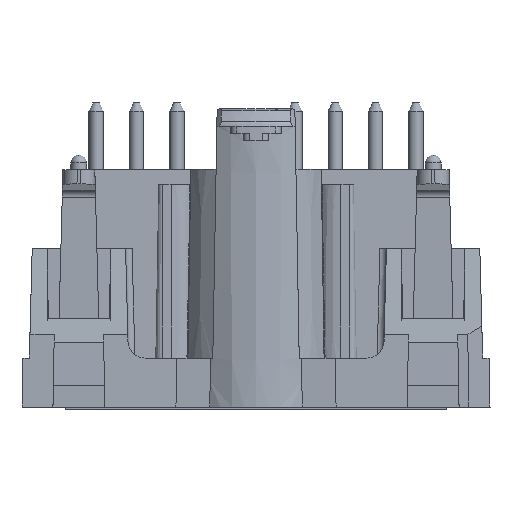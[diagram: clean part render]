
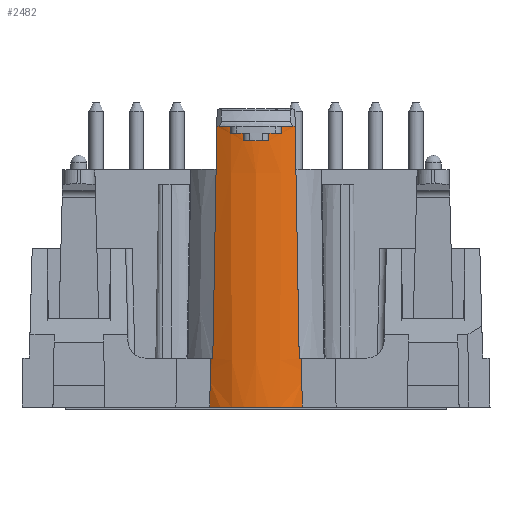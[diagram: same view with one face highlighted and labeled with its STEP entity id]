
A CAD part, left-side view. The second image highlights one B-rep face of the part: STEP entity #2482.
In plain terms, the highlighted conical face has half-angle 0.356 degrees and reference radius 5.5 mm.
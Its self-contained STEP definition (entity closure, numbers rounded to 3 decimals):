
#2482 = ADVANCED_FACE( '', ( #5312 ), #5313, .T. );
#5312 = FACE_OUTER_BOUND( '', #8366, .T. );
#5313 = CONICAL_SURFACE( '', #8367, 5.5, 0.006 );
#8366 = EDGE_LOOP( '', ( #15562, #15563, #15564, #15565, #15566, #15567, #15568, #15569, #15570, #15571, #15572, #15573, #15574, #15575, #15576, #15577 ) );
#8367 = AXIS2_PLACEMENT_3D( '', #15578, #15579, #15580 );
#15562 = ORIENTED_EDGE( '', *, *, #19954, .F. );
#15563 = ORIENTED_EDGE( '', *, *, #17459, .F. );
#15564 = ORIENTED_EDGE( '', *, *, #17171, .T. );
#15565 = ORIENTED_EDGE( '', *, *, #18854, .F. );
#15566 = ORIENTED_EDGE( '', *, *, #19909, .T. );
#15567 = ORIENTED_EDGE( '', *, *, #17354, .T. );
#15568 = ORIENTED_EDGE( '', *, *, #19657, .T. );
#15569 = ORIENTED_EDGE( '', *, *, #19989, .T. );
#15570 = ORIENTED_EDGE( '', *, *, #17135, .T. );
#15571 = ORIENTED_EDGE( '', *, *, #18010, .T. );
#15572 = ORIENTED_EDGE( '', *, *, #18544, .T. );
#15573 = ORIENTED_EDGE( '', *, *, #19249, .T. );
#15574 = ORIENTED_EDGE( '', *, *, #17594, .T. );
#15575 = ORIENTED_EDGE( '', *, *, #19990, .F. );
#15576 = ORIENTED_EDGE( '', *, *, #19671, .T. );
#15577 = ORIENTED_EDGE( '', *, *, #19907, .T. );
#15578 = CARTESIAN_POINT( '', ( -27.5, 0., -7.355 ) );
#15579 = DIRECTION( '', ( 0., 0., 1. ) );
#15580 = DIRECTION( '', ( -1., 0., 0. ) );
#17135 = EDGE_CURVE( '', #20340, #20338, #20341, .T. );
#17171 = EDGE_CURVE( '', #20397, #20403, #20405, .T. );
#17354 = EDGE_CURVE( '', #20735, #20733, #20736, .T. );
#17459 = EDGE_CURVE( '', #20397, #20914, #20918, .T. );
#17594 = EDGE_CURVE( '', #21152, #21150, #21153, .T. );
#18010 = EDGE_CURVE( '', #20338, #21850, #21852, .T. );
#18544 = EDGE_CURVE( '', #21850, #22695, #22697, .T. );
#18854 = EDGE_CURVE( '', #23164, #20403, #23166, .T. );
#19249 = EDGE_CURVE( '', #22695, #21152, #23745, .T. );
#19657 = EDGE_CURVE( '', #20733, #24259, #24261, .T. );
#19671 = EDGE_CURVE( '', #24277, #20531, #24279, .T. );
#19907 = EDGE_CURVE( '', #20531, #24542, #24544, .T. );
#19909 = EDGE_CURVE( '', #23164, #20735, #24546, .T. );
#19954 = EDGE_CURVE( '', #20914, #24542, #24595, .T. );
#19989 = EDGE_CURVE( '', #24259, #20340, #24636, .T. );
#19990 = EDGE_CURVE( '', #24277, #21150, #24637, .T. );
#20338 = VERTEX_POINT( '', #25033 );
#20340 = VERTEX_POINT( '', #25036 );
#20341 = CIRCLE( '', #25037, 5.594 );
#20397 = VERTEX_POINT( '', #25113 );
#20403 = VERTEX_POINT( '', #25120 );
#20405 = CIRCLE( '', #25122, 5.5 );
#20531 = VERTEX_POINT( '', #25296 );
#20733 = VERTEX_POINT( '', #25572 );
#20735 = VERTEX_POINT( '', #25575 );
#20736 = LINE( '', #25576, #25577 );
#20914 = VERTEX_POINT( '', #25820 );
#20918 = ELLIPSE( '', #25826, 255.779, 4.172 );
#21150 = VERTEX_POINT( '', #26152 );
#21152 = VERTEX_POINT( '', #26155 );
#21153 = CIRCLE( '', #26156, 5.6 );
#21850 = VERTEX_POINT( '', #27142 );
#21852 = LINE( '', #27145, #27146 );
#22695 = VERTEX_POINT( '', #28372 );
#22697 = CIRCLE( '', #28375, 5.597 );
#23164 = VERTEX_POINT( '', #29019 );
#23166 = ELLIPSE( '', #29022, 430.867, 7.027 );
#23745 = LINE( '', #29910, #29911 );
#24259 = VERTEX_POINT( '', #30651 );
#24261 = CIRCLE( '', #30654, 5.597 );
#24277 = VERTEX_POINT( '', #30675 );
#24279 = CIRCLE( '', #30677, 5.5 );
#24542 = VERTEX_POINT( '', #31045 );
#24544 = ELLIPSE( '', #31048, 255.779, 4.172 );
#24546 = CIRCLE( '', #31050, 5.6 );
#24595 = CIRCLE( '', #31114, 5.479 );
#24636 = LINE( '', #31172, #31173 );
#24637 = ELLIPSE( '', #31174, 430.867, 7.027 );
#25033 = CARTESIAN_POINT( '', ( -33.021, 0.9, 7.745 ) );
#25036 = CARTESIAN_POINT( '', ( -33.021, -0.9, 7.745 ) );
#25037 = AXIS2_PLACEMENT_3D( '', #31570, #31571, #31572 );
#25113 = CARTESIAN_POINT( '', ( -32., -3.162, -7.355 ) );
#25120 = CARTESIAN_POINT( '', ( -32.11, -3., -7.355 ) );
#25122 = AXIS2_PLACEMENT_3D( '', #31615, #31616, #31617 );
#25296 = CARTESIAN_POINT( '', ( -32., 3.162, -7.355 ) );
#25572 = CARTESIAN_POINT( '', ( -32.816, -1.75, 8.245 ) );
#25575 = CARTESIAN_POINT( '', ( -32.82, -1.75, 8.745 ) );
#25576 = CARTESIAN_POINT( '', ( -32.818, -1.75, 8.495 ) );
#25577 = VECTOR( '', #31822, 1000. );
#25820 = CARTESIAN_POINT( '', ( -31.941, -3.209, -10.755 ) );
#25826 = AXIS2_PLACEMENT_3D( '', #31932, #31933, #31934 );
#26152 = CARTESIAN_POINT( '', ( -32.396, 2.719, 8.745 ) );
#26155 = CARTESIAN_POINT( '', ( -32.82, 1.75, 8.745 ) );
#26156 = AXIS2_PLACEMENT_3D( '', #32072, #32073, #32074 );
#27142 = CARTESIAN_POINT( '', ( -33.024, 0.9, 8.245 ) );
#27145 = CARTESIAN_POINT( '', ( -33.022, 0.9, 7.995 ) );
#27146 = VECTOR( '', #32526, 1000. );
#28372 = CARTESIAN_POINT( '', ( -32.816, 1.75, 8.245 ) );
#28375 = AXIS2_PLACEMENT_3D( '', #33083, #33084, #33085 );
#29019 = CARTESIAN_POINT( '', ( -32.396, -2.719, 8.745 ) );
#29022 = AXIS2_PLACEMENT_3D( '', #33423, #33424, #33425 );
#29910 = CARTESIAN_POINT( '', ( -32.818, 1.75, 8.495 ) );
#29911 = VECTOR( '', #33807, 1000. );
#30651 = CARTESIAN_POINT( '', ( -33.024, -0.9, 8.245 ) );
#30654 = AXIS2_PLACEMENT_3D( '', #34175, #34176, #34177 );
#30675 = CARTESIAN_POINT( '', ( -32.11, 3., -7.355 ) );
#30677 = AXIS2_PLACEMENT_3D( '', #34192, #34193, #34194 );
#31045 = CARTESIAN_POINT( '', ( -31.941, 3.209, -10.755 ) );
#31048 = AXIS2_PLACEMENT_3D( '', #34374, #34375, #34376 );
#31050 = AXIS2_PLACEMENT_3D( '', #34377, #34378, #34379 );
#31114 = AXIS2_PLACEMENT_3D( '', #34403, #34404, #34405 );
#31172 = CARTESIAN_POINT( '', ( -33.022, -0.9, 7.995 ) );
#31173 = VECTOR( '', #34429, 1000. );
#31174 = AXIS2_PLACEMENT_3D( '', #34430, #34431, #34432 );
#31570 = CARTESIAN_POINT( '', ( -27.5, 0., 7.745 ) );
#31571 = DIRECTION( '', ( 0., 0., -1. ) );
#31572 = DIRECTION( '', ( -1., 0., 0. ) );
#31615 = CARTESIAN_POINT( '', ( -27.5, 0., -7.355 ) );
#31616 = DIRECTION( '', ( 0., 0., -1. ) );
#31617 = DIRECTION( '', ( -1., 0., 0. ) );
#31822 = DIRECTION( '', ( 0.007, 0., -1. ) );
#31932 = CARTESIAN_POINT( '', ( -29.088, 0., -174.158 ) );
#31933 = DIRECTION( '', ( 1., 0., 0.017 ) );
#31934 = DIRECTION( '', ( -0.017, 0., 1. ) );
#32072 = CARTESIAN_POINT( '', ( -27.5, 0., 8.745 ) );
#32073 = DIRECTION( '', ( 0., 0., -1. ) );
#32074 = DIRECTION( '', ( -1., 0., 0. ) );
#32526 = DIRECTION( '', ( -0.006, 0., 1. ) );
#33083 = CARTESIAN_POINT( '', ( -27.5, 0., 8.245 ) );
#33084 = DIRECTION( '', ( 0., 0., -1. ) );
#33085 = DIRECTION( '', ( -1., 0., 0. ) );
#33423 = CARTESIAN_POINT( '', ( -27.5, 2.676, 317.81 ) );
#33424 = DIRECTION( '', ( 0., -1., 0.017 ) );
#33425 = DIRECTION( '', ( 0., 0.017, 1. ) );
#33807 = DIRECTION( '', ( -0.007, 0., 1. ) );
#34175 = CARTESIAN_POINT( '', ( -27.5, 0., 8.245 ) );
#34176 = DIRECTION( '', ( 0., 0., -1. ) );
#34177 = DIRECTION( '', ( -1., 0., 0. ) );
#34192 = CARTESIAN_POINT( '', ( -27.5, 0., -7.355 ) );
#34193 = DIRECTION( '', ( 0., 0., -1. ) );
#34194 = DIRECTION( '', ( -1., 0., 0. ) );
#34374 = CARTESIAN_POINT( '', ( -29.088, 0., -174.158 ) );
#34375 = DIRECTION( '', ( -1., 0., -0.017 ) );
#34376 = DIRECTION( '', ( -0.017, 0., 1. ) );
#34377 = CARTESIAN_POINT( '', ( -27.5, 0., 8.745 ) );
#34378 = DIRECTION( '', ( 0., 0., -1. ) );
#34379 = DIRECTION( '', ( -1., 0., 0. ) );
#34403 = CARTESIAN_POINT( '', ( -27.5, 0., -10.755 ) );
#34404 = DIRECTION( '', ( 0., 0., -1. ) );
#34405 = DIRECTION( '', ( 1., 0., 0. ) );
#34429 = DIRECTION( '', ( 0.006, 0., -1. ) );
#34430 = CARTESIAN_POINT( '', ( -27.5, -2.676, 317.81 ) );
#34431 = DIRECTION( '', ( 0., 1., 0.017 ) );
#34432 = DIRECTION( '', ( 0., -0.017, 1. ) );
